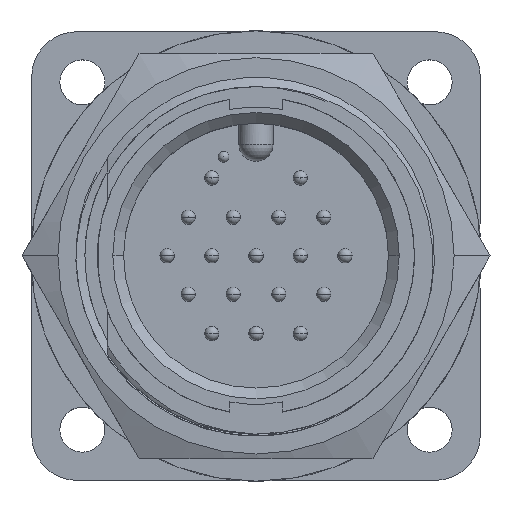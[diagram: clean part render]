
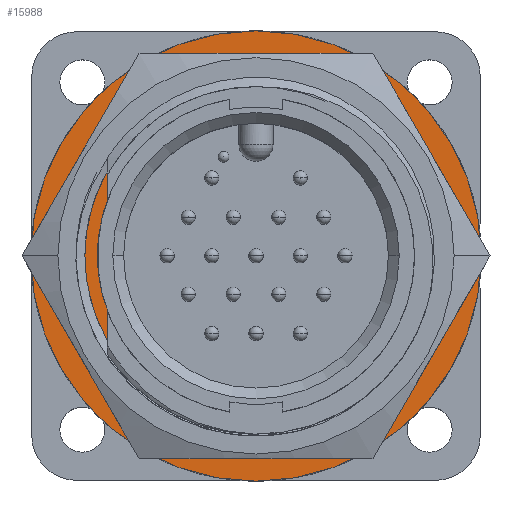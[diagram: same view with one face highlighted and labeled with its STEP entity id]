
A CAD part, top view. The second image highlights one B-rep face of the part: STEP entity #15988.
In plain terms, the highlighted planar face has unit normal (0, 0, 1).
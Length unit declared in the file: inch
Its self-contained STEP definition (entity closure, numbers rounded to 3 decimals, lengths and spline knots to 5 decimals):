
#2118 = AXIS2_PLACEMENT_3D ( 'NONE', #3406, #3407, #3408 ) ;
#2320 = AXIS2_PLACEMENT_3D ( 'NONE', #4513, #4514, #4515 ) ;
#2322 = AXIS2_PLACEMENT_3D ( 'NONE', #4575, #4576, #4577 ) ;
#2348 = VECTOR ( 'NONE', #5210, 39.37008 ) ;
#2577 = FACE_OUTER_BOUND ( 'NONE', #11943, .T. ) ;
#2582 = FACE_BOUND ( 'NONE', #11941, .T. ) ;
#2584 = AXIS2_PLACEMENT_3D ( 'NONE', #6178, #6179, #6180 ) ;
#3406 = CARTESIAN_POINT ( 'NONE',  ( 0., 0., -0.53 ) ) ;
#3407 = DIRECTION ( 'NONE',  ( 0., 0., 1. ) ) ;
#3408 = DIRECTION ( 'NONE',  ( 1., 0., 0. ) ) ;
#4493 = CARTESIAN_POINT ( 'NONE',  ( -0.41275, 0.25182, -0.53 ) ) ;
#4494 = CARTESIAN_POINT ( 'NONE',  ( -0.4018, 0.26876, -0.53 ) ) ;
#4495 = CARTESIAN_POINT ( 'NONE',  ( -0.38973, 0.28504, -0.53 ) ) ;
#4496 = CARTESIAN_POINT ( 'NONE',  ( -0.36386, 0.31571, -0.53 ) ) ;
#4497 = CARTESIAN_POINT ( 'NONE',  ( -0.35001, 0.33015, -0.53 ) ) ;
#4498 = CARTESIAN_POINT ( 'NONE',  ( -0.32052, 0.35729, -0.53 ) ) ;
#4499 = CARTESIAN_POINT ( 'NONE',  ( -0.30476, 0.37006, -0.53 ) ) ;
#4500 = CARTESIAN_POINT ( 'NONE',  ( -0.27199, 0.39331, -0.53 ) ) ;
#4501 = CARTESIAN_POINT ( 'NONE',  ( -0.23802, 0.4143, -0.53 ) ) ;
#4502 = CARTESIAN_POINT ( 'NONE',  ( -0.20172, 0.4309, -0.53 ) ) ;
#4503 = CARTESIAN_POINT ( 'NONE',  ( -0.16422, 0.44525, -0.53 ) ) ;
#4504 = CARTESIAN_POINT ( 'NONE',  ( -0.14484, 0.45129, -0.53 ) ) ;
#4505 = CARTESIAN_POINT ( 'NONE',  ( -0.08653, 0.46549, -0.53 ) ) ;
#4506 = CARTESIAN_POINT ( 'NONE',  ( -0.0469, 0.47003, -0.53 ) ) ;
#4507 = CARTESIAN_POINT ( 'NONE',  ( -0.00648, 0.46951, -0.53 ) ) ;
#4513 = CARTESIAN_POINT ( 'NONE',  ( 0., 0., -0.53 ) ) ;
#4514 = DIRECTION ( 'NONE',  ( 0., 0., 1. ) ) ;
#4515 = DIRECTION ( 'NONE',  ( 1., 0., 0. ) ) ;
#4525 = CARTESIAN_POINT ( 'NONE',  ( 0.44792, 0.14086, -0.53 ) ) ;
#4529 = CARTESIAN_POINT ( 'NONE',  ( 0.45408, 0.12313, -0.53 ) ) ;
#4530 = CARTESIAN_POINT ( 'NONE',  ( 0.45915, 0.10511, -0.53 ) ) ;
#4531 = CARTESIAN_POINT ( 'NONE',  ( 0.46717, 0.06848, -0.53 ) ) ;
#4532 = CARTESIAN_POINT ( 'NONE',  ( 0.47007, 0.04996, -0.53 ) ) ;
#4533 = CARTESIAN_POINT ( 'NONE',  ( 0.47368, 0.01293, -0.53 ) ) ;
#4534 = CARTESIAN_POINT ( 'NONE',  ( 0.47438, -0.00564, -0.53 ) ) ;
#4535 = CARTESIAN_POINT ( 'NONE',  ( 0.47361, -0.0429, -0.53 ) ) ;
#4536 = CARTESIAN_POINT ( 'NONE',  ( 0.4721, -0.06169, -0.53 ) ) ;
#4537 = CARTESIAN_POINT ( 'NONE',  ( 0.46434, -0.11707, -0.53 ) ) ;
#4538 = CARTESIAN_POINT ( 'NONE',  ( 0.45495, -0.15286, -0.53 ) ) ;
#4539 = CARTESIAN_POINT ( 'NONE',  ( 0.43452, -0.20488, -0.53 ) ) ;
#4540 = CARTESIAN_POINT ( 'NONE',  ( 0.42661, -0.22198, -0.53 ) ) ;
#4541 = CARTESIAN_POINT ( 'NONE',  ( 0.40891, -0.25496, -0.53 ) ) ;
#4542 = CARTESIAN_POINT ( 'NONE',  ( 0.39909, -0.27097, -0.53 ) ) ;
#4543 = CARTESIAN_POINT ( 'NONE',  ( 0.36701, -0.31707, -0.53 ) ) ;
#4544 = CARTESIAN_POINT ( 'NONE',  ( 0.3425, -0.34486, -0.53 ) ) ;
#4545 = CARTESIAN_POINT ( 'NONE',  ( 0.30114, -0.38223, -0.53 ) ) ;
#4546 = CARTESIAN_POINT ( 'NONE',  ( 0.28648, -0.39402, -0.53 ) ) ;
#4547 = CARTESIAN_POINT ( 'NONE',  ( 0.25608, -0.41572, -0.53 ) ) ;
#4548 = CARTESIAN_POINT ( 'NONE',  ( 0.24037, -0.42561, -0.53 ) ) ;
#4549 = CARTESIAN_POINT ( 'NONE',  ( 0.20799, -0.44355, -0.53 ) ) ;
#4550 = CARTESIAN_POINT ( 'NONE',  ( 0.19131, -0.45158, -0.53 ) ) ;
#4551 = CARTESIAN_POINT ( 'NONE',  ( 0.15697, -0.46578, -0.53 ) ) ;
#4552 = CARTESIAN_POINT ( 'NONE',  ( 0.13919, -0.47196, -0.53 ) ) ;
#4553 = CARTESIAN_POINT ( 'NONE',  ( 0.08527, -0.48729, -0.53 ) ) ;
#4554 = CARTESIAN_POINT ( 'NONE',  ( 0.04855, -0.49333, -0.53 ) ) ;
#4555 = CARTESIAN_POINT ( 'NONE',  ( 0.01105, -0.49513, -0.53 ) ) ;
#4575 = CARTESIAN_POINT ( 'NONE',  ( 0., 0., -0.53 ) ) ;
#4576 = DIRECTION ( 'NONE',  ( 0., 0., -1. ) ) ;
#4577 = DIRECTION ( 'NONE',  ( 1., 0., 0. ) ) ;
#5208 = LINE ( 'NONE', #5209, #2348 ) ;
#5209 = CARTESIAN_POINT ( 'NONE',  ( -0.41275, 0.2737, -0.53 ) ) ;
#5210 = DIRECTION ( 'NONE',  ( 0., 1., 0. ) ) ;
#6177 = PLANE ( 'NONE',  #2584 ) ;
#6178 = CARTESIAN_POINT ( 'NONE',  ( 0., 0., -0.53 ) ) ;
#6179 = DIRECTION ( 'NONE',  ( 0., 0., 1. ) ) ;
#6180 = DIRECTION ( 'NONE',  ( 1., 0., 0. ) ) ;
#7372 = CARTESIAN_POINT ( 'NONE',  ( 0.44792, 0.14086, -0.53 ) ) ;
#7478 = CARTESIAN_POINT ( 'NONE',  ( 0.01105, -0.49513, -0.53 ) ) ;
#7604 = CARTESIAN_POINT ( 'NONE',  ( 0.625, 0., -0.53 ) ) ;
#7904 = B_SPLINE_CURVE_WITH_KNOTS ( 'NONE', 3,
 ( #4525, #4529, #4530, #4531, #4532, #4533, #4534, #4535, #4536, #4537, #4538, #4539, #4540, #4541, #4542, #4543, #4544, #4545, #4546, #4547, #4548, #4549, #4550, #4551, #4552, #4553, #4554, #4555 ),
 .UNSPECIFIED., .F., .F.,
 ( 4, 2, 2, 2, 2, 2, 2, 2, 2, 2, 2, 2, 2, 4 ),
 ( 0., 0.00143, 0.00285, 0.00428, 0.00571, 0.00856, 0.00999, 0.01141, 0.01427, 0.0157, 0.01712, 0.01855, 0.01998, 0.02283 ),
 .UNSPECIFIED. ) ;
#7911 = B_SPLINE_CURVE_WITH_KNOTS ( 'NONE', 3,
 ( #4493, #4494, #4495, #4496, #4497, #4498, #4499, #4500, #4501, #4502, #4503, #4504, #4505, #4506, #4507 ),
 .UNSPECIFIED., .F., .F.,
 ( 4, 2, 2, 2, 1, 2, 2, 4 ),
 ( 0.001, 0.00254, 0.00407, 0.00561, 0.00715, 0.00868, 0.01022, 0.01329 ),
 .UNSPECIFIED. ) ;
#8307 = VERTEX_POINT ( 'NONE', #7372 ) ;
#8413 = VERTEX_POINT ( 'NONE', #7478 ) ;
#8538 = VERTEX_POINT ( 'NONE', #7604 ) ;
#10142 = ORIENTED_EDGE ( 'NONE', *, *, #15714, .F. ) ;
#10168 = ORIENTED_EDGE ( 'NONE', *, *, #15717, .T. ) ;
#10178 = ORIENTED_EDGE ( 'NONE', *, *, #10399, .T. ) ;
#10181 = ORIENTED_EDGE ( 'NONE', *, *, #15796, .T. ) ;
#10188 = ORIENTED_EDGE ( 'NONE', *, *, #15466, .T. ) ;
#10190 = ORIENTED_EDGE ( 'NONE', *, *, #15712, .T. ) ;
#10196 = ORIENTED_EDGE ( 'NONE', *, *, #15720, .T. ) ;
#10399 = EDGE_CURVE ( 'NONE', #8538, #11645, #14697, .T. ) ;
#10508 = CARTESIAN_POINT ( 'NONE',  ( -0.00648, 0.46951, -0.53 ) ) ;
#10511 = CARTESIAN_POINT ( 'NONE',  ( -0.41275, 0.25182, -0.53 ) ) ;
#11320 = CARTESIAN_POINT ( 'NONE',  ( 0., 0., -0.53 ) ) ;
#11324 = DIRECTION ( 'NONE',  ( 0., 0., 1. ) ) ;
#11325 = DIRECTION ( 'NONE',  ( 1., 0., 0. ) ) ;
#11524 = CARTESIAN_POINT ( 'NONE',  ( -0.625, 0., -0.53 ) ) ;
#11620 = CARTESIAN_POINT ( 'NONE',  ( -0.41275, -0.2737, -0.53 ) ) ;
#11645 = VERTEX_POINT ( 'NONE', #11524 ) ;
#11741 = VERTEX_POINT ( 'NONE', #11620 ) ;
#11786 = VERTEX_POINT ( 'NONE', #10508 ) ;
#11789 = VERTEX_POINT ( 'NONE', #10511 ) ;
#11941 = EDGE_LOOP ( 'NONE', ( #10181, #10190, #10142, #10168, #10196 ) ) ;
#11943 = EDGE_LOOP ( 'NONE', ( #10188, #10178 ) ) ;
#12630 = AXIS2_PLACEMENT_3D ( 'NONE', #11320, #11324, #11325 ) ;
#14697 = CIRCLE ( 'NONE', #12630, 0.625 ) ;
#14869 = CIRCLE ( 'NONE', #2118, 0.625 ) ;
#15000 = CIRCLE ( 'NONE', #2320, 0.46955 ) ;
#15001 = CIRCLE ( 'NONE', #2322, 0.49525 ) ;
#15466 = EDGE_CURVE ( 'NONE', #11645, #8538, #14869, .T. ) ;
#15712 = EDGE_CURVE ( 'NONE', #11789, #11786, #7911, .T. ) ;
#15714 = EDGE_CURVE ( 'NONE', #8307, #11786, #15000, .T. ) ;
#15717 = EDGE_CURVE ( 'NONE', #8307, #8413, #7904, .T. ) ;
#15720 = EDGE_CURVE ( 'NONE', #8413, #11741, #15001, .T. ) ;
#15796 = EDGE_CURVE ( 'NONE', #11741, #11789, #5208, .T. ) ;
#15988 = ADVANCED_FACE ( 'NONE', ( #2577, #2582 ), #6177, .T. ) ;
